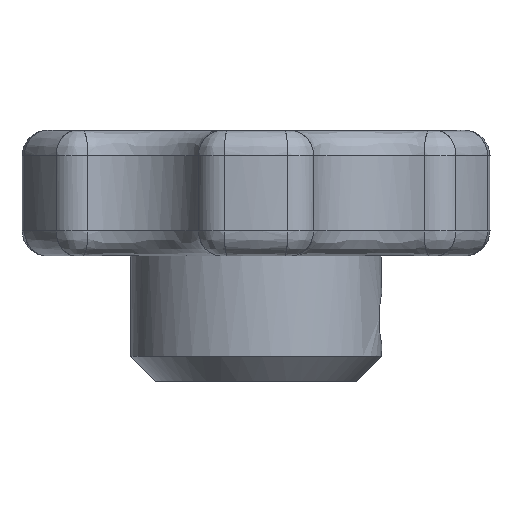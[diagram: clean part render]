
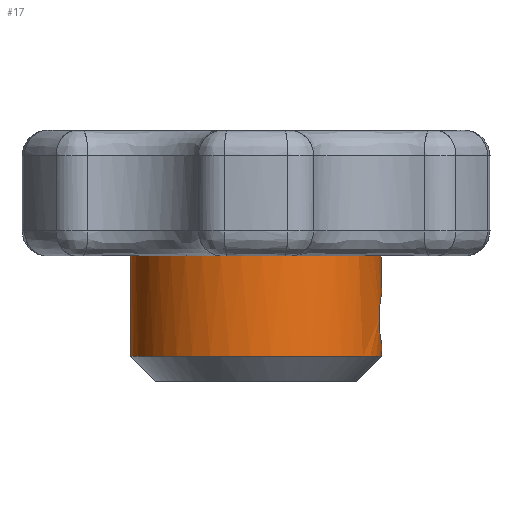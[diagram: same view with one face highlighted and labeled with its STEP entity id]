
A CAD part, left-side view. The second image highlights one B-rep face of the part: STEP entity #17.
In plain terms, the highlighted free-form (B-spline) face has degree [2, 1] with [7, 2] control points.
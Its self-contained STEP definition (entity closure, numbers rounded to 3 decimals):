
#17 = ADVANCED_FACE('',(#18,#54),#119,.T.);
#18 = FACE_BOUND('',#19,.T.);
#19 = EDGE_LOOP('',(#20,#29,#39,#44));
#20 = ORIENTED_EDGE('',*,*,#21,.T.);
#21 = EDGE_CURVE('',#22,#24,#26,.T.);
#22 = VERTEX_POINT('',#23);
#23 = CARTESIAN_POINT('',(16.171,0.,16.171));
#24 = VERTEX_POINT('',#25);
#25 = CARTESIAN_POINT('',(16.171,0.,3.234));
#26 = B_SPLINE_CURVE_WITH_KNOTS('',1,(#27,#28),.UNSPECIFIED.,.F.,.F.,(2,
    2),(0.,16.),.PIECEWISE_BEZIER_KNOTS.);
#27 = CARTESIAN_POINT('',(16.171,0.,16.171));
#28 = CARTESIAN_POINT('',(16.171,0.,3.234));
#29 = ORIENTED_EDGE('',*,*,#30,.T.);
#30 = EDGE_CURVE('',#24,#24,#31,.T.);
#31 = ( BOUNDED_CURVE() B_SPLINE_CURVE(2,(#32,#33,#34,#35,#36,#37,#38),
.UNSPECIFIED.,.T.,.F.) B_SPLINE_CURVE_WITH_KNOTS((1,2,2,2,2,1),(
    -2.094,0.,2.094,4.189,6.283,
8.378),.UNSPECIFIED.) CURVE() GEOMETRIC_REPRESENTATION_ITEM() 
RATIONAL_B_SPLINE_CURVE((1.,0.5,1.,0.5,1.,0.5,1.)) REPRESENTATION_ITEM(
  '') );
#32 = CARTESIAN_POINT('',(16.171,0.,3.234));
#33 = CARTESIAN_POINT('',(16.171,28.008,3.234
    ));
#34 = CARTESIAN_POINT('',(-8.085,14.004,3.234
    ));
#35 = CARTESIAN_POINT('',(-32.341,0.,
    3.234));
#36 = CARTESIAN_POINT('',(-8.085,-14.004,3.234
    ));
#37 = CARTESIAN_POINT('',(16.171,-28.008,3.234
    ));
#38 = CARTESIAN_POINT('',(16.171,0.,3.234));
#39 = ORIENTED_EDGE('',*,*,#40,.T.);
#40 = EDGE_CURVE('',#24,#22,#41,.T.);
#41 = B_SPLINE_CURVE_WITH_KNOTS('',1,(#42,#43),.UNSPECIFIED.,.F.,.F.,(2,
    2),(0.,16.),.PIECEWISE_BEZIER_KNOTS.);
#42 = CARTESIAN_POINT('',(16.171,0.,3.234));
#43 = CARTESIAN_POINT('',(16.171,0.,16.171));
#44 = ORIENTED_EDGE('',*,*,#45,.T.);
#45 = EDGE_CURVE('',#22,#22,#46,.T.);
#46 = ( BOUNDED_CURVE() B_SPLINE_CURVE(2,(#47,#48,#49,#50,#51,#52,#53),
.UNSPECIFIED.,.T.,.F.) B_SPLINE_CURVE_WITH_KNOTS((1,2,2,2,2,1),(
    -2.094,0.,2.094,4.189,6.283,
8.378),.UNSPECIFIED.) CURVE() GEOMETRIC_REPRESENTATION_ITEM() 
RATIONAL_B_SPLINE_CURVE((1.,0.5,1.,0.5,1.,0.5,1.)) REPRESENTATION_ITEM(
  '') );
#47 = CARTESIAN_POINT('',(16.171,0.,16.171));
#48 = CARTESIAN_POINT('',(16.171,-28.008,
    16.171));
#49 = CARTESIAN_POINT('',(-8.085,-14.004,
    16.171));
#50 = CARTESIAN_POINT('',(-32.341,0.,
    16.171));
#51 = CARTESIAN_POINT('',(-8.085,14.004,
    16.171));
#52 = CARTESIAN_POINT('',(16.171,28.008,
    16.171));
#53 = CARTESIAN_POINT('',(16.171,0.,16.171));
#54 = FACE_BOUND('',#55,.T.);
#55 = EDGE_LOOP('',(#56));
#56 = ORIENTED_EDGE('',*,*,#57,.T.);
#57 = EDGE_CURVE('',#58,#58,#60,.T.);
#58 = VERTEX_POINT('',#59);
#59 = CARTESIAN_POINT('',(3.234,-15.844,8.085)
  );
#60 = B_SPLINE_CURVE_WITH_KNOTS('',8,(#61,#62,#63,#64,#65,#66,#67,#68,
    #69,#70,#71,#72,#73,#74,#75,#76,#77,#78,#79,#80,#81,#82,#83,#84,#85,
    #86,#87,#88,#89,#90,#91,#92,#93,#94,#95,#96,#97,#98,#99,#100,#101,
    #102,#103,#104,#105,#106,#107,#108,#109,#110,#111,#112,#113,#114,
    #115,#116,#117,#118),.UNSPECIFIED.,.T.,.F.,(9,7,7,7,7,7,7,7,9),(0.,
    0.175,0.25,0.325,0.5,0.675,0.75,0.825,1.),
  .UNSPECIFIED.);
#61 = CARTESIAN_POINT('',(3.234,-15.844,8.085)
  );
#62 = CARTESIAN_POINT('',(3.234,-15.844,7.7)
  );
#63 = CARTESIAN_POINT('',(3.182,-15.855,7.317)
  );
#64 = CARTESIAN_POINT('',(3.078,-15.876,6.938)
  );
#65 = CARTESIAN_POINT('',(2.92,-15.907,6.568)
  );
#66 = CARTESIAN_POINT('',(2.707,-15.947,6.211)
  );
#67 = CARTESIAN_POINT('',(2.433,-15.992,5.876)
  );
#68 = CARTESIAN_POINT('',(2.094,-16.04,5.576)
  );
#69 = CARTESIAN_POINT('',(1.515,-16.1,5.221)
  );
#70 = CARTESIAN_POINT('',(1.327,-16.118,5.123)
  );
#71 = CARTESIAN_POINT('',(1.126,-16.134,5.036)
  );
#72 = CARTESIAN_POINT('',(0.914,-16.148,4.964)
  );
#73 = CARTESIAN_POINT('',(0.693,-16.159,4.909)
  );
#74 = CARTESIAN_POINT('',(0.465,-16.167,4.87)
  );
#75 = CARTESIAN_POINT('',(0.234,-16.171,4.851)
  );
#76 = CARTESIAN_POINT('',(-0.234,-16.171,4.851
    ));
#77 = CARTESIAN_POINT('',(-0.465,-16.167,4.87
    ));
#78 = CARTESIAN_POINT('',(-0.693,-16.159,4.909
    ));
#79 = CARTESIAN_POINT('',(-0.914,-16.148,4.964)
  );
#80 = CARTESIAN_POINT('',(-1.126,-16.134,5.036
    ));
#81 = CARTESIAN_POINT('',(-1.327,-16.118,5.123)
  );
#82 = CARTESIAN_POINT('',(-1.515,-16.1,5.221
    ));
#83 = CARTESIAN_POINT('',(-2.094,-16.04,5.576)
  );
#84 = CARTESIAN_POINT('',(-2.433,-15.992,5.876
    ));
#85 = CARTESIAN_POINT('',(-2.707,-15.947,6.211)
  );
#86 = CARTESIAN_POINT('',(-2.92,-15.907,6.568
    ));
#87 = CARTESIAN_POINT('',(-3.078,-15.876,6.938)
  );
#88 = CARTESIAN_POINT('',(-3.182,-15.855,7.317
    ));
#89 = CARTESIAN_POINT('',(-3.234,-15.844,7.7
    ));
#90 = CARTESIAN_POINT('',(-3.234,-15.844,8.47
    ));
#91 = CARTESIAN_POINT('',(-3.182,-15.855,8.854
    ));
#92 = CARTESIAN_POINT('',(-3.078,-15.876,9.232)
  );
#93 = CARTESIAN_POINT('',(-2.92,-15.907,9.603
    ));
#94 = CARTESIAN_POINT('',(-2.707,-15.947,9.96)
  );
#95 = CARTESIAN_POINT('',(-2.433,-15.992,
    10.294));
#96 = CARTESIAN_POINT('',(-2.094,-16.04,10.595
    ));
#97 = CARTESIAN_POINT('',(-1.515,-16.1,10.95
    ));
#98 = CARTESIAN_POINT('',(-1.327,-16.118,11.048
    ));
#99 = CARTESIAN_POINT('',(-1.126,-16.134,
    11.134));
#100 = CARTESIAN_POINT('',(-0.914,-16.148,
    11.206));
#101 = CARTESIAN_POINT('',(-0.693,-16.159,
    11.262));
#102 = CARTESIAN_POINT('',(-0.465,-16.167,
    11.3));
#103 = CARTESIAN_POINT('',(-0.234,-16.171,
    11.319));
#104 = CARTESIAN_POINT('',(0.234,-16.171,
    11.319));
#105 = CARTESIAN_POINT('',(0.465,-16.167,
    11.3));
#106 = CARTESIAN_POINT('',(0.693,-16.159,
    11.262));
#107 = CARTESIAN_POINT('',(0.914,-16.148,
    11.206));
#108 = CARTESIAN_POINT('',(1.126,-16.134,
    11.134));
#109 = CARTESIAN_POINT('',(1.327,-16.118,11.048
    ));
#110 = CARTESIAN_POINT('',(1.515,-16.1,10.95
    ));
#111 = CARTESIAN_POINT('',(2.094,-16.04,10.595
    ));
#112 = CARTESIAN_POINT('',(2.433,-15.992,
    10.294));
#113 = CARTESIAN_POINT('',(2.707,-15.947,9.96)
  );
#114 = CARTESIAN_POINT('',(2.92,-15.907,9.603
    ));
#115 = CARTESIAN_POINT('',(3.078,-15.876,9.232)
  );
#116 = CARTESIAN_POINT('',(3.182,-15.855,8.854
    ));
#117 = CARTESIAN_POINT('',(3.234,-15.844,8.47
    ));
#118 = CARTESIAN_POINT('',(3.234,-15.844,8.085
    ));
#119 = ( BOUNDED_SURFACE() B_SPLINE_SURFACE(2,1,(
    (#120,#121)
    ,(#122,#123)
    ,(#124,#125)
    ,(#126,#127)
    ,(#128,#129)
    ,(#130,#131)
,(#132,#133
    )),.UNSPECIFIED.,.T.,.F.,.F.) B_SPLINE_SURFACE_WITH_KNOTS((1,2,2,2,2
    ,1),(2,2),(-2.094,0.,2.094,4.189,
    6.283,8.378),(0.,16.),.UNSPECIFIED.) 
GEOMETRIC_REPRESENTATION_ITEM() RATIONAL_B_SPLINE_SURFACE((
    (1.,1.)
    ,(0.5,0.5)
    ,(1.,1.)
    ,(0.5,0.5)
    ,(1.,1.)
    ,(0.5,0.5)
,(1.,1.))) REPRESENTATION_ITEM('') SURFACE() );
#120 = CARTESIAN_POINT('',(16.171,0.,
    16.171));
#121 = CARTESIAN_POINT('',(16.171,0.,
    3.234));
#122 = CARTESIAN_POINT('',(16.171,-28.008,
    16.171));
#123 = CARTESIAN_POINT('',(16.171,-28.008,
    3.234));
#124 = CARTESIAN_POINT('',(-8.085,-14.004,
    16.171));
#125 = CARTESIAN_POINT('',(-8.085,-14.004,
    3.234));
#126 = CARTESIAN_POINT('',(-32.341,0.,
    16.171));
#127 = CARTESIAN_POINT('',(-32.341,0.,
    3.234));
#128 = CARTESIAN_POINT('',(-8.085,14.004,
    16.171));
#129 = CARTESIAN_POINT('',(-8.085,14.004,
    3.234));
#130 = CARTESIAN_POINT('',(16.171,28.008,
    16.171));
#131 = CARTESIAN_POINT('',(16.171,28.008,
    3.234));
#132 = CARTESIAN_POINT('',(16.171,0.,
    16.171));
#133 = CARTESIAN_POINT('',(16.171,0.,
    3.234));
